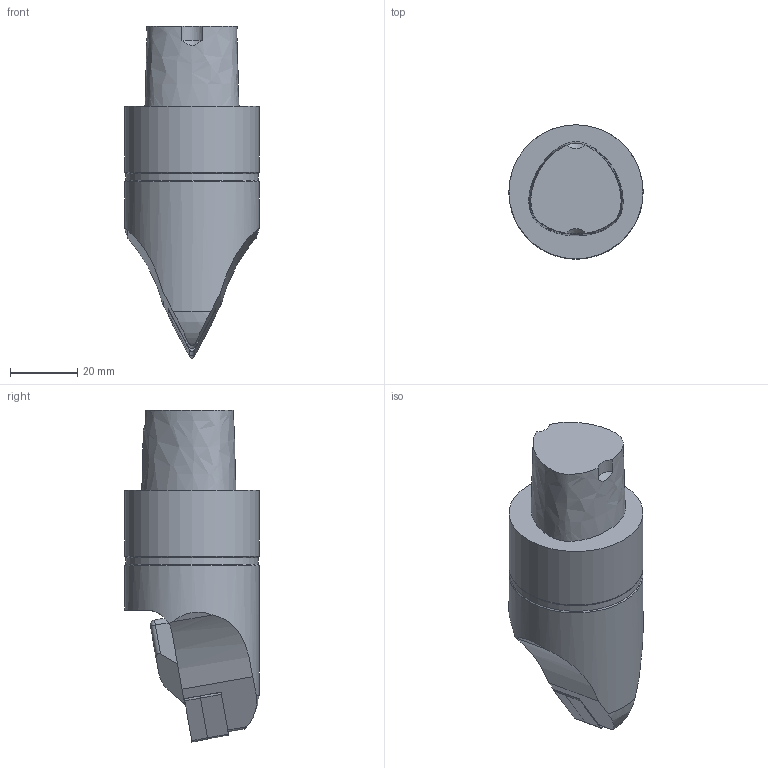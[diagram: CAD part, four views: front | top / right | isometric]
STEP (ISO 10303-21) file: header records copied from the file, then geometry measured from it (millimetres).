
FILE_DESCRIPTION((''),'1');
FILE_NAME('C4-DDHNN-00075-15.stp','2024-01-18T08:08:21',(''),(''),'Spatial Interop R21 SP3','Kubotek KeyCreator 2011 V10.0.2 (22737)',' ');
FILE_SCHEMA(('automotive_design'));
Length unit declared in the file: millimetre
Products named in the file (4): 240[2]; 242[4]; 241[3]
Bounding box: 40 x 40 x 99 mm (x, y, z)
Volume: 77144.7 mm3; surface area: 13571 mm2
Topology: 4 solids, 4 shells, 64 faces, 161 edges, 104 vertices
Faces by surface type: plane 31, cylinder 25, cone 4, sphere 2, bspline 1, torus 1
Full cylindrical faces by diameter (mm): 39.5 x1, 39.98 x1, 40 x1
Entity records: 4741 total; most frequent: CARTESIAN_POINT 1653, ORIENTED_EDGE 302, DIRECTION 300, PRESENTATION_STYLE_ASSIGNMENT 287, COLOUR_RGB 287, STYLED_ITEM 219, CURVE_STYLE 219, DRAUGHTING_PRE_DEFINED_CURVE_FONT 219
